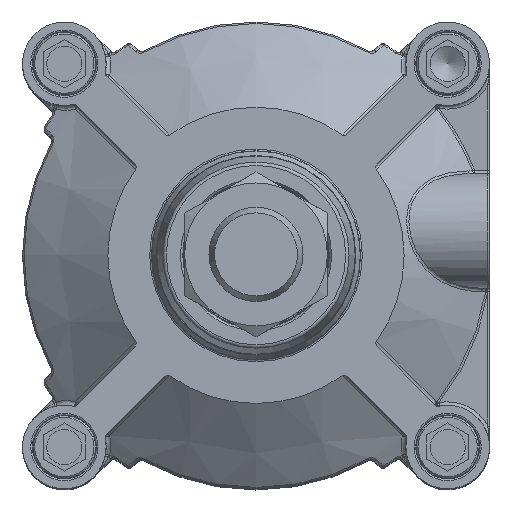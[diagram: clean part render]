
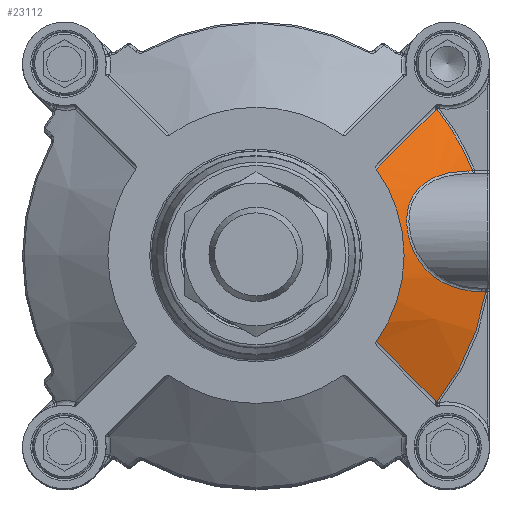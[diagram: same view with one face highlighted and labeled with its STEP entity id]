
A CAD part, top view. The second image highlights one B-rep face of the part: STEP entity #23112.
In plain terms, the highlighted conical face has half-angle 50.774 degrees and reference radius 54.75 mm.
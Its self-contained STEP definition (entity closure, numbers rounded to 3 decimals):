
#1318=CONICAL_SURFACE('',#25473,54.75,0.886);
#2288=B_SPLINE_CURVE_WITH_KNOTS('',3,(#45942,#45943,#45944,#45945),
 .UNSPECIFIED.,.F.,.F.,(4,4),(0.339,3.46),
 .UNSPECIFIED.);
#2293=B_SPLINE_CURVE_WITH_KNOTS('',3,(#46008,#46009,#46010,#46011),
 .UNSPECIFIED.,.F.,.F.,(4,4),(0.036,3.158),
 .UNSPECIFIED.);
#2294=B_SPLINE_CURVE_WITH_KNOTS('',3,(#46123,#46124,#46125,#46126,#46127,
#46128,#46129,#46130,#46131,#46132,#46133,#46134,#46135,#46136,#46137),
 .UNSPECIFIED.,.F.,.F.,(4,1,1,1,1,1,1,1,1,1,1,1,4),(-6.953,-6.208,
-5.96,-4.967,-4.47,-3.973,-3.311,
-2.98,-2.318,-1.987,-1.49,
-0.993,0.),.UNSPECIFIED.);
#2303=B_SPLINE_CURVE_WITH_KNOTS('',3,(#46600,#46601,#46602,#46603),
 .UNSPECIFIED.,.F.,.F.,(4,4),(-0.348,-0.188),
 .UNSPECIFIED.);
#2304=B_SPLINE_CURVE_WITH_KNOTS('',3,(#46611,#46612,#46613,#46614),
 .UNSPECIFIED.,.F.,.F.,(4,4),(-0.021,0.),
 .UNSPECIFIED.);
#6605=FACE_OUTER_BOUND('',#8031,.T.);
#8031=EDGE_LOOP('',(#19644,#19645,#19646,#19647,#19648,#19649,#19650,#19651,
#19652,#19653,#19654));
#9481=CIRCLE('',#25414,1227.126);
#9513=CIRCLE('',#25462,42.5);
#9522=CIRCLE('',#25474,13.782);
#9523=CIRCLE('',#25475,13.782);
#9524=CIRCLE('',#25476,66.724);
#9525=CIRCLE('',#25477,66.724);
#11237=VERTEX_POINT('',#45938);
#11239=VERTEX_POINT('',#45941);
#11244=VERTEX_POINT('',#45993);
#11245=VERTEX_POINT('',#45995);
#11247=VERTEX_POINT('',#46039);
#11249=VERTEX_POINT('',#46042);
#11251=VERTEX_POINT('',#46122);
#11282=VERTEX_POINT('',#46598);
#11283=VERTEX_POINT('',#46605);
#11284=VERTEX_POINT('',#46607);
#11285=VERTEX_POINT('',#46609);
#14156=EDGE_CURVE('',#11237,#11239,#2288,.T.);
#14164=EDGE_CURVE('',#11245,#11244,#2293,.T.);
#14170=EDGE_CURVE('',#11247,#11249,#9481,.T.);
#14173=EDGE_CURVE('',#11249,#11251,#2294,.T.);
#14217=EDGE_CURVE('',#11239,#11245,#9513,.T.);
#14228=EDGE_CURVE('',#11251,#11282,#2303,.T.);
#14229=EDGE_CURVE('',#11244,#11283,#9522,.T.);
#14230=EDGE_CURVE('',#11284,#11237,#9523,.T.);
#14231=EDGE_CURVE('',#11285,#11284,#9524,.T.);
#14232=EDGE_CURVE('',#11282,#11285,#2304,.T.);
#14233=EDGE_CURVE('',#11283,#11247,#9525,.T.);
#19644=ORIENTED_EDGE('',*,*,#14229,.F.);
#19645=ORIENTED_EDGE('',*,*,#14164,.F.);
#19646=ORIENTED_EDGE('',*,*,#14217,.F.);
#19647=ORIENTED_EDGE('',*,*,#14156,.F.);
#19648=ORIENTED_EDGE('',*,*,#14230,.F.);
#19649=ORIENTED_EDGE('',*,*,#14231,.F.);
#19650=ORIENTED_EDGE('',*,*,#14232,.F.);
#19651=ORIENTED_EDGE('',*,*,#14228,.F.);
#19652=ORIENTED_EDGE('',*,*,#14173,.F.);
#19653=ORIENTED_EDGE('',*,*,#14170,.F.);
#19654=ORIENTED_EDGE('',*,*,#14233,.F.);
#23112=ADVANCED_FACE('',(#6605),#1318,.T.);
#25414=AXIS2_PLACEMENT_3D('',#46043,#30270,#30271);
#25462=AXIS2_PLACEMENT_3D('',#46532,#30373,#30374);
#25473=AXIS2_PLACEMENT_3D('',#46604,#30395,#30396);
#25474=AXIS2_PLACEMENT_3D('',#46606,#30397,#30398);
#25475=AXIS2_PLACEMENT_3D('',#46608,#30399,#30400);
#25476=AXIS2_PLACEMENT_3D('',#46610,#30401,#30402);
#25477=AXIS2_PLACEMENT_3D('',#46615,#30403,#30404);
#30270=DIRECTION('center_axis',(0.043,0.998,-0.052));
#30271=DIRECTION('ref_axis',(0.603,-0.067,-0.795));
#30373=DIRECTION('center_axis',(0.,0.,
-1.));
#30374=DIRECTION('ref_axis',(1.,0.,0.));
#30395=DIRECTION('center_axis',(0.,0.,
1.));
#30396=DIRECTION('ref_axis',(0.707,-0.707,0.));
#30397=DIRECTION('center_axis',(0.488,-0.452,-0.747));
#30398=DIRECTION('ref_axis',(0.084,0.876,-0.475));
#30399=DIRECTION('center_axis',(0.488,0.452,-0.747));
#30400=DIRECTION('ref_axis',(0.066,-0.872,-0.485));
#30401=DIRECTION('center_axis',(0.,0.,
1.));
#30402=DIRECTION('ref_axis',(0.914,0.407,0.));
#30403=DIRECTION('center_axis',(0.,0.,
1.));
#30404=DIRECTION('ref_axis',(0.864,-0.504,0.));
#45938=CARTESIAN_POINT('',(51.712,41.906,-130.959));
#45941=CARTESIAN_POINT('',(34.531,24.776,-150.6));
#45942=CARTESIAN_POINT('Ctrl Pts',(51.712,41.906,-130.959));
#45943=CARTESIAN_POINT('Ctrl Pts',(45.995,36.2,-137.518));
#45944=CARTESIAN_POINT('Ctrl Pts',(40.273,30.491,-144.072));
#45945=CARTESIAN_POINT('Ctrl Pts',(34.531,24.776,-150.6));
#45993=CARTESIAN_POINT('',(51.712,-41.906,-130.959));
#45995=CARTESIAN_POINT('',(34.531,-24.776,-150.6));
#46008=CARTESIAN_POINT('Ctrl Pts',(34.531,-24.776,-150.6));
#46009=CARTESIAN_POINT('Ctrl Pts',(40.273,-30.491,-144.072));
#46010=CARTESIAN_POINT('Ctrl Pts',(45.995,-36.2,-137.518));
#46011=CARTESIAN_POINT('Ctrl Pts',(51.712,-41.906,-130.959));
#46039=CARTESIAN_POINT('',(62.153,-24.27,-130.825));
#46042=CARTESIAN_POINT('',(60.838,-24.266,-131.825));
#46043=CARTESIAN_POINT('Origin',(-679.372,57.857,843.46));
#46122=CARTESIAN_POINT('',(64.668,10.4,-131.825));
#46123=CARTESIAN_POINT('Ctrl Pts',(60.838,-24.266,-131.825));
#46124=CARTESIAN_POINT('Ctrl Pts',(58.862,-24.259,-133.326));
#46125=CARTESIAN_POINT('Ctrl Pts',(56.232,-23.999,-135.387));
#46126=CARTESIAN_POINT('Ctrl Pts',(51.265,-22.647,-139.54));
#46127=CARTESIAN_POINT('Ctrl Pts',(47.202,-20.47,-143.309));
#46128=CARTESIAN_POINT('Ctrl Pts',(44.112,-15.818,-147.067));
#46129=CARTESIAN_POINT('Ctrl Pts',(42.97,-10.771,-149.223));
#46130=CARTESIAN_POINT('Ctrl Pts',(43.538,-5.769,-149.523));
#46131=CARTESIAN_POINT('Ctrl Pts',(45.297,-0.668,
-148.374));
#46132=CARTESIAN_POINT('Ctrl Pts',(47.464,2.789,-146.508));
#46133=CARTESIAN_POINT('Ctrl Pts',(50.432,5.766,-143.867));
#46134=CARTESIAN_POINT('Ctrl Pts',(53.409,7.807,-141.236));
#46135=CARTESIAN_POINT('Ctrl Pts',(58.197,9.838,-137.113));
#46136=CARTESIAN_POINT('Ctrl Pts',(62.091,10.396,-133.903));
#46137=CARTESIAN_POINT('Ctrl Pts',(64.668,10.4,-131.825));
#46532=CARTESIAN_POINT('Origin',(0.,0.,
-150.6));
#46598=CARTESIAN_POINT('',(65.909,10.401,-130.825));
#46600=CARTESIAN_POINT('Ctrl Pts',(64.668,10.4,-131.825));
#46601=CARTESIAN_POINT('Ctrl Pts',(65.082,10.4,-131.492));
#46602=CARTESIAN_POINT('Ctrl Pts',(65.495,10.401,-131.158));
#46603=CARTESIAN_POINT('Ctrl Pts',(65.909,10.401,-130.825));
#46604=CARTESIAN_POINT('Origin',(0.,0.,
-140.6));
#46605=CARTESIAN_POINT('',(51.964,-41.855,-130.825));
#46606=CARTESIAN_POINT('Origin',(50.804,-53.926,-124.278));
#46607=CARTESIAN_POINT('',(51.964,41.855,-130.825));
#46608=CARTESIAN_POINT('Origin',(50.804,53.926,-124.278));
#46609=CARTESIAN_POINT('',(65.876,10.606,-130.825));
#46610=CARTESIAN_POINT('Origin',(0.,0.,
-130.825));
#46611=CARTESIAN_POINT('Ctrl Pts',(65.909,10.401,-130.825));
#46612=CARTESIAN_POINT('Ctrl Pts',(65.898,10.47,-130.825));
#46613=CARTESIAN_POINT('Ctrl Pts',(65.887,10.538,-130.825));
#46614=CARTESIAN_POINT('Ctrl Pts',(65.876,10.606,-130.825));
#46615=CARTESIAN_POINT('Origin',(0.,0.,
-130.825));
